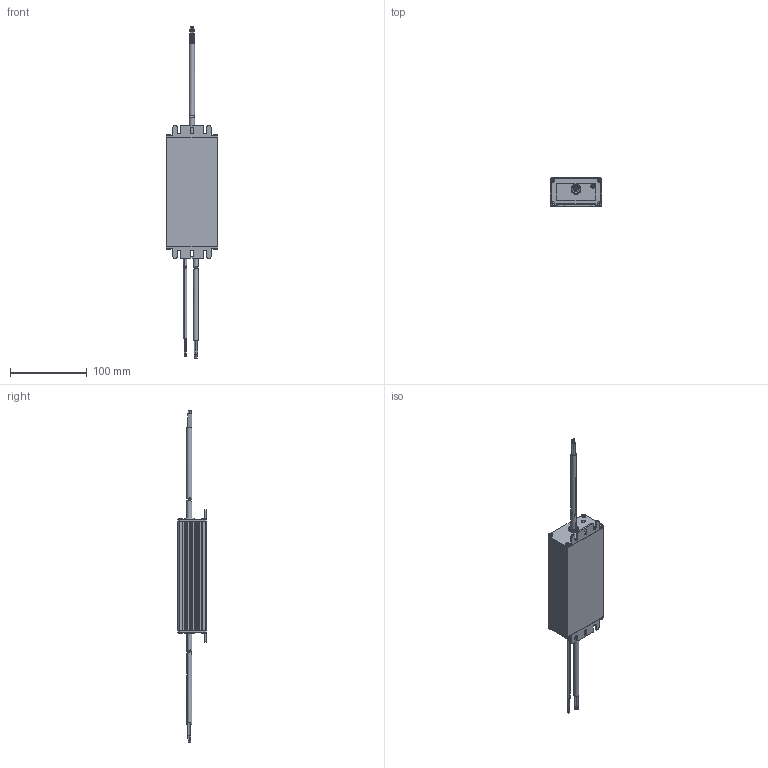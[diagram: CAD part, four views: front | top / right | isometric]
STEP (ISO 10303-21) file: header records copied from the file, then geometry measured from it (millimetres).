
FILE_DESCRIPTION (( 'STEP AP203' ), '1' );
FILE_NAME ('A5421_01.STEP', '2017-02-27T07:31:06', ( 'm' ), ( 'N' ), 'SwSTEP 2.0', 'SolidWorks 2012', '' );
FILE_SCHEMA (( 'CONFIG_CONTROL_DESIGN' ));
Length unit declared in the file: millimetre
Products named in the file (14): 誘盄杶; 覃嫖誘盄杶; A3260怀堤傷裔軞傖; A3260怀堤傷裔; 75W覃嫖傷裔軞傖; 鞠褒揤穩蹟隊M3ㄙ6; 75W覃嫖傷裔; 菜え; A5421 C俋褲; A5421_01; cross recessed pan head tapping screws gb_GB_CROSS_SCREWS_TYPE128 ST2.9X6.5 H C-N; 覃嫖盄旰; 输入线束; 怀堤盄旰
Assembly tree (23 placements, depth 3):
  A5421_01
    A5421 C俋褲
    菜え  x2
    75W覃嫖傷裔軞傖
      75W覃嫖傷裔
      鞠褒揤穩蹟隊M3ㄙ6
    A3260怀堤傷裔軞傖
      A3260怀堤傷裔
      鞠褒揤穩蹟隊M3ㄙ6
    覃嫖誘盄杶
    誘盄杶  x2
    怀堤盄旰
    输入线束
    覃嫖盄旰
    cross recessed pan head tapping screws gb_GB_CROSS_SCREWS_TYPE128 ST2.9X6.5 H C-N  x8
Bounding box: 67.5 x 37 x 432.2 mm (x, y, z)
Volume: 78292.4 mm3; surface area: 108433 mm2
Topology: 24 solids, 24 shells, 1188 faces, 3274 edges, 2154 vertices
Faces by surface type: plane 704, cylinder 416, torus 48, sphere 16, bspline 4
Entity records: 32773 total; most frequent: CARTESIAN_POINT 6395, ORIENTED_EDGE 5240, DIRECTION 5111, EDGE_CURVE 2620, LINE 1881, VECTOR 1881, VERTEX_POINT 1742, AXIS2_PLACEMENT_3D 1615
